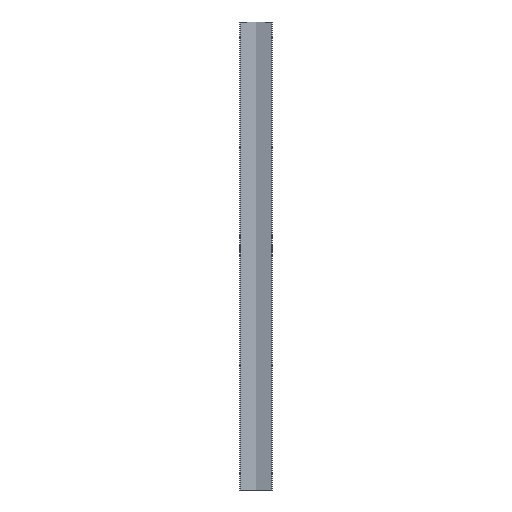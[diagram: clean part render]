
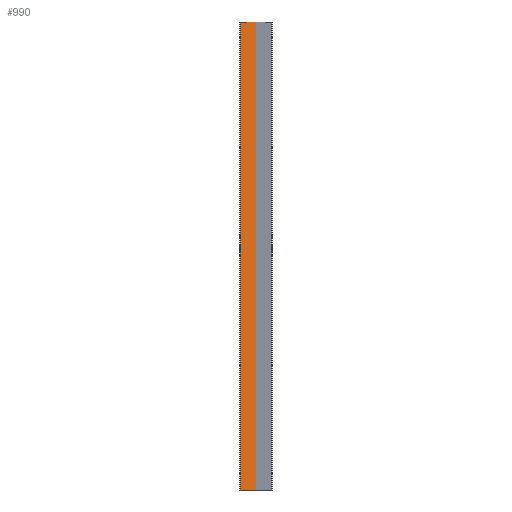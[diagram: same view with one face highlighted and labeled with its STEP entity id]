
A CAD part, front view. The second image highlights one B-rep face of the part: STEP entity #990.
In plain terms, the highlighted planar face has unit normal (0.259, -0.966, 0).
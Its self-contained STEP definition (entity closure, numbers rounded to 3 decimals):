
#37 = EDGE_LOOP ( 'NONE', ( #203, #1259, #796, #349 ) ) ;
#179 = EDGE_CURVE ( 'NONE', #947, #691, #670, .T. ) ;
#203 = ORIENTED_EDGE ( 'NONE', *, *, #1464, .T. ) ;
#224 = VERTEX_POINT ( 'NONE', #568 ) ;
#272 = CARTESIAN_POINT ( 'NONE',  ( -102.482, 15.368, 1500. ) ) ;
#274 = CARTESIAN_POINT ( 'NONE',  ( -0.259, 42.759, 1500. ) ) ;
#339 = LINE ( 'NONE', #898, #1185 ) ;
#349 = ORIENTED_EDGE ( 'NONE', *, *, #405, .T. ) ;
#362 = VECTOR ( 'NONE', #1222, 1000. ) ;
#396 = LINE ( 'NONE', #830, #362 ) ;
#405 = EDGE_CURVE ( 'NONE', #947, #928, #396, .T. ) ;
#414 = EDGE_CURVE ( 'NONE', #691, #224, #339, .T. ) ;
#568 = CARTESIAN_POINT ( 'NONE',  ( -0.259, 42.759, -1500. ) ) ;
#592 = DIRECTION ( 'NONE',  ( -0.966, -0.259, 0. ) ) ;
#628 = AXIS2_PLACEMENT_3D ( 'NONE', #828, #703, #592 ) ;
#638 = VECTOR ( 'NONE', #1462, 1000. ) ;
#667 = VECTOR ( 'NONE', #1435, 1000. ) ;
#670 = LINE ( 'NONE', #272, #667 ) ;
#691 = VERTEX_POINT ( 'NONE', #274 ) ;
#703 = DIRECTION ( 'NONE',  ( -0.259, 0.966, 0. ) ) ;
#786 = DIRECTION ( 'NONE',  ( 0., 0., -1. ) ) ;
#796 = ORIENTED_EDGE ( 'NONE', *, *, #179, .F. ) ;
#828 = CARTESIAN_POINT ( 'NONE',  ( -102.482, 15.368, 1500. ) ) ;
#830 = CARTESIAN_POINT ( 'NONE',  ( -100.259, 15.964, 1500. ) ) ;
#833 = CARTESIAN_POINT ( 'NONE',  ( -102.482, 15.368, -1500. ) ) ;
#898 = CARTESIAN_POINT ( 'NONE',  ( -0.259, 42.759, 1500. ) ) ;
#928 = VERTEX_POINT ( 'NONE', #1286 ) ;
#942 = PLANE ( 'NONE',  #628 ) ;
#947 = VERTEX_POINT ( 'NONE', #1069 ) ;
#990 = ADVANCED_FACE ( 'NONE', ( #1498 ), #942, .F. ) ;
#1069 = CARTESIAN_POINT ( 'NONE',  ( -100.259, 15.964, 1500. ) ) ;
#1185 = VECTOR ( 'NONE', #786, 1000. ) ;
#1222 = DIRECTION ( 'NONE',  ( 0., 0., -1. ) ) ;
#1259 = ORIENTED_EDGE ( 'NONE', *, *, #414, .F. ) ;
#1286 = CARTESIAN_POINT ( 'NONE',  ( -100.259, 15.964, -1500. ) ) ;
#1414 = LINE ( 'NONE', #833, #638 ) ;
#1435 = DIRECTION ( 'NONE',  ( 0.966, 0.259, 0. ) ) ;
#1462 = DIRECTION ( 'NONE',  ( 0.966, 0.259, 0. ) ) ;
#1464 = EDGE_CURVE ( 'NONE', #928, #224, #1414, .T. ) ;
#1498 = FACE_OUTER_BOUND ( 'NONE', #37, .T. ) ;
